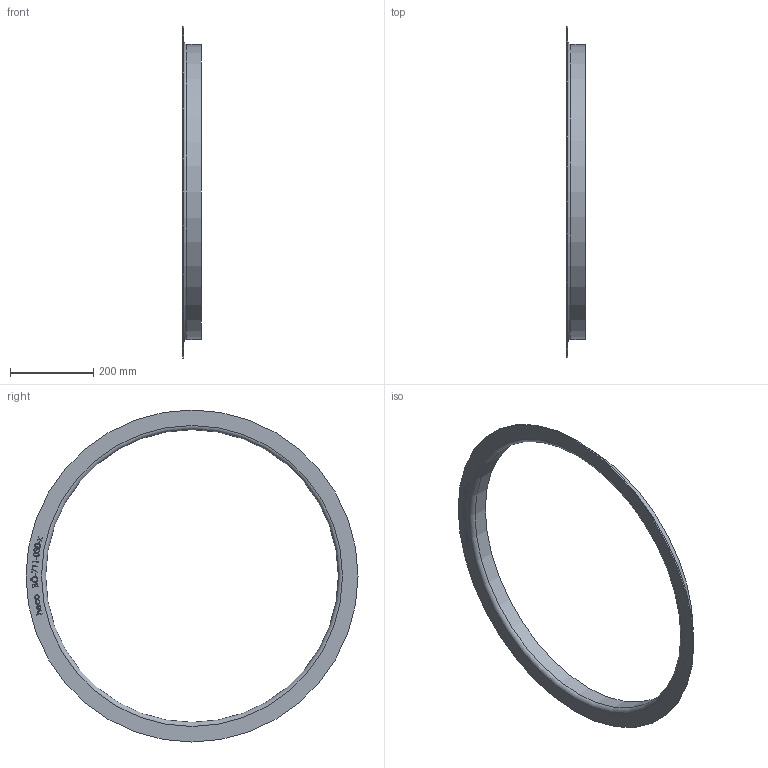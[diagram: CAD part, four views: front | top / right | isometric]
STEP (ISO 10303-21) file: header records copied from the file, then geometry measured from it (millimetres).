
FILE_DESCRIPTION (( 'STEP AP214' ), '1' );
FILE_NAME ('BÖ-711-030-x Vorschweissbördel 2012.STEP', '2020-12-08T10:19:10', ( '' ), ( '' ), 'SwSTEP 2.0', 'SolidWorks 2019', '' );
FILE_SCHEMA (( 'AUTOMOTIVE_DESIGN' ));
Length unit declared in the file: millimetre
Products named in the file (1): BÖ-711-030-x Vorschweissbördel 2012
Bounding box: 45 x 800 x 800 mm (x, y, z)
Volume: 592280.3 mm3; surface area: 409092 mm2
Topology: 1 solids, 1 shells, 192 faces, 490 edges, 326 vertices
Faces by surface type: plane 95, bspline 92, cylinder 3, torus 2
Full cylindrical faces by diameter (mm): 705.2 x1, 711.2 x1, 800 x1
Entity records: 12950 total; most frequent: CARTESIAN_POINT 6952, ORIENTED_EDGE 970, DIRECTION 511, EDGE_CURVE 485, VERTEX_POINT 326, VECTOR 293, LINE 293, EDGE_LOOP 225
